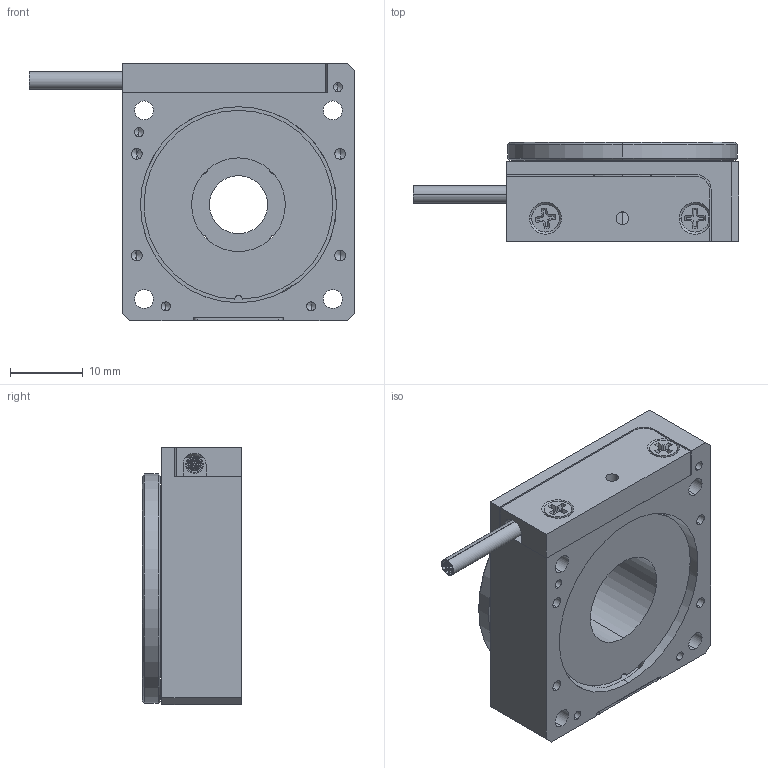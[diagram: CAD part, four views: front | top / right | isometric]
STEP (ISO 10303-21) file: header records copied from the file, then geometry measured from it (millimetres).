
FILE_DESCRIPTION (( 'STEP AP214' ), '1' );
FILE_NAME ('PR-32CR-11000.STEP', '2026-01-05T18:21:48', ( '' ), ( '' ), 'SwSTEP 2.0', 'SolidWorks 2023', '' );
FILE_SCHEMA (( 'AUTOMOTIVE_DESIGN' ));
Length unit declared in the file: millimetre
Products named in the file (10): 130394-103 Rotational Cross Roller Bearing, 10IDx21ODx5H, IKO_205A; 430415 PPS 20, Back Cover, W20; SCREW, MS-SCH, M-DIN_M1.4 x 0.3 x 04mm; 431843 PR-32CR, Carriage; 431841 PR-32CR, Rotor; SCREW, MS-PFH, M-DIN_M2 x 0.4 x 08mm; 431840 PR-32CR, Base_Rev B; 110389 Cable, 12 Conductor, 6x 32AWG Twisted Pair, Silver Braided_L20; PR-32CR-11000; 431842 PR-32CR, Motor Cover_431842
Assembly tree (15 placements, depth 2):
  PR-32CR-11000
    431841 PR-32CR, Rotor
    431840 PR-32CR, Base_Rev B
    431843 PR-32CR, Carriage
    431842 PR-32CR, Motor Cover_431842
    SCREW, MS-PFH, M-DIN_M2 x 0.4 x 08mm  x2
    430415 PPS 20, Back Cover, W20
    SCREW, MS-SCH, M-DIN_M1.4 x 0.3 x 04mm  x6
    110389 Cable, 12 Conductor, 6x 32AWG Twisted Pair, Silver Braided_L20
    130394-103 Rotational Cross Roller Bearing, 10IDx21ODx5H, IKO_205A
Bounding box: 44.8 x 13.7 x 35.5 mm (x, y, z)
Volume: 10322.5 mm3; surface area: 11750.6 mm2
Topology: 28 solids, 28 shells, 523 faces, 1269 edges, 806 vertices
Faces by surface type: cylinder 194, plane 170, cone 82, torus 40, sphere 25, bspline 12
Entity records: 31649 total; most frequent: CARTESIAN_POINT 21667, DIRECTION 2110, ORIENTED_EDGE 1874, EDGE_CURVE 937, AXIS2_PLACEMENT_3D 850, VERTEX_POINT 632, EDGE_LOOP 499, CIRCLE 449
